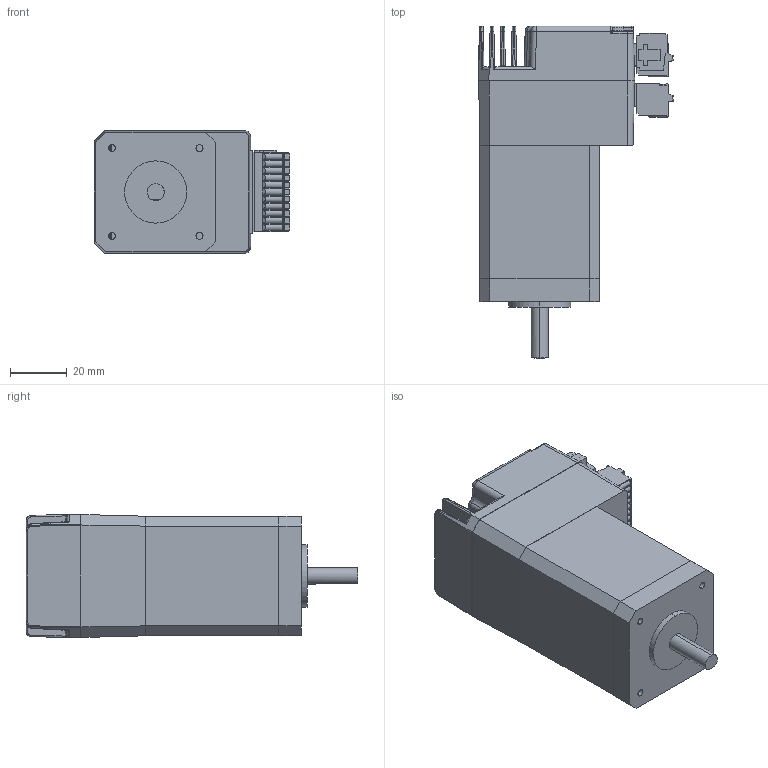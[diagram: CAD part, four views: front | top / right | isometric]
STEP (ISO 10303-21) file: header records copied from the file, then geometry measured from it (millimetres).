
FILE_DESCRIPTION (( 'STEP AP214' ), '1' );
FILE_NAME ('TSM17S-4RG.STEP', '2016-08-15T03:24:53', ( 'Z' ), ( '' ), 'SwSTEP 2.0', 'SolidWorks 2014', '' );
FILE_SCHEMA (( 'AUTOMOTIVE_DESIGN' ));
Length unit declared in the file: millimetre
Products named in the file (1): TSM17S-4RG
Bounding box: 69.29 x 117.4 x 43.8 mm (x, y, z)
Surface area: 33961.5 mm2 (no closed solid volume)
Topology: 0 solids, 32 shells, 1044 faces, 3648 edges, 2537 vertices
Faces by surface type: plane 557, cylinder 391, bspline 41, cone 39, torus 10, sphere 6
Entity records: 51808 total; most frequent: CARTESIAN_POINT 9220, DIRECTION 6518, ORIENTED_EDGE 6038, EDGE_CURVE 3634, VERTEX_POINT 2537, VECTOR 2418, LINE 2418, AXIS2_PLACEMENT_3D 2050
